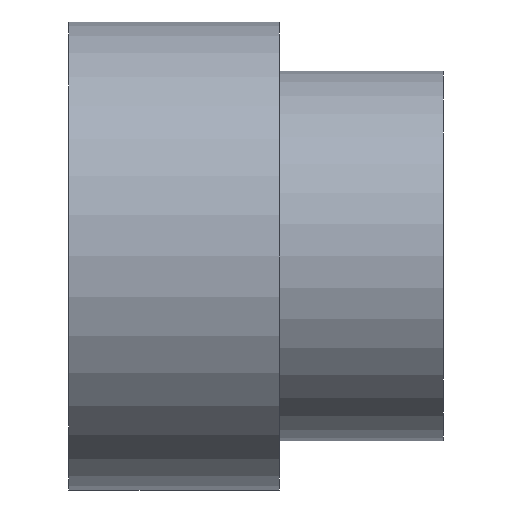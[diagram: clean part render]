
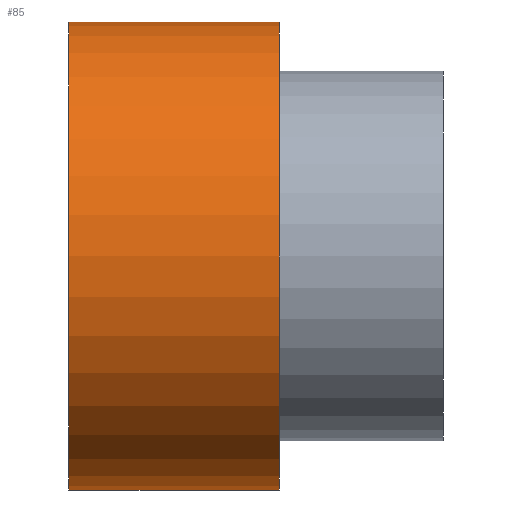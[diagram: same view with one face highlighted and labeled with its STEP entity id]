
A CAD part, left-side view. The second image highlights one B-rep face of the part: STEP entity #85.
In plain terms, the highlighted cylindrical face has radius 5 mm (diameter 10 mm), a full revolution.
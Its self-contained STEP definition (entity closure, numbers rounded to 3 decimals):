
#15=LINE('',#154,#18);
#18=VECTOR('',#128,5.);
#21=CYLINDRICAL_SURFACE('',#107,5.);
#28=FACE_OUTER_BOUND('',#35,.T.);
#35=EDGE_LOOP('',(#65,#66,#67,#68));
#42=CIRCLE('',#105,5.);
#44=CIRCLE('',#108,5.);
#48=VERTEX_POINT('',#147);
#50=VERTEX_POINT('',#152);
#54=EDGE_CURVE('',#48,#48,#42,.T.);
#56=EDGE_CURVE('',#50,#50,#44,.T.);
#57=EDGE_CURVE('',#50,#48,#15,.T.);
#65=ORIENTED_EDGE('',*,*,#56,.F.);
#66=ORIENTED_EDGE('',*,*,#57,.T.);
#67=ORIENTED_EDGE('',*,*,#54,.F.);
#68=ORIENTED_EDGE('',*,*,#57,.F.);
#85=ADVANCED_FACE('',(#28),#21,.T.);
#105=AXIS2_PLACEMENT_3D('',#148,#120,#121);
#107=AXIS2_PLACEMENT_3D('',#151,#124,#125);
#108=AXIS2_PLACEMENT_3D('',#153,#126,#127);
#120=DIRECTION('center_axis',(0.,-1.,0.));
#121=DIRECTION('ref_axis',(-1.,0.,0.));
#124=DIRECTION('center_axis',(0.,1.,0.));
#125=DIRECTION('ref_axis',(-1.,0.,0.));
#126=DIRECTION('center_axis',(0.,1.,0.));
#127=DIRECTION('ref_axis',(-1.,0.,0.));
#128=DIRECTION('',(0.,-1.,0.));
#147=CARTESIAN_POINT('',(-128.635,14.5,-73.898));
#148=CARTESIAN_POINT('Origin',(-133.635,14.5,-73.898));
#151=CARTESIAN_POINT('Origin',(-133.635,18.,-73.898));
#152=CARTESIAN_POINT('',(-128.635,19.,-73.898));
#153=CARTESIAN_POINT('Origin',(-133.635,19.,-73.898));
#154=CARTESIAN_POINT('',(-128.635,18.,-73.898));
